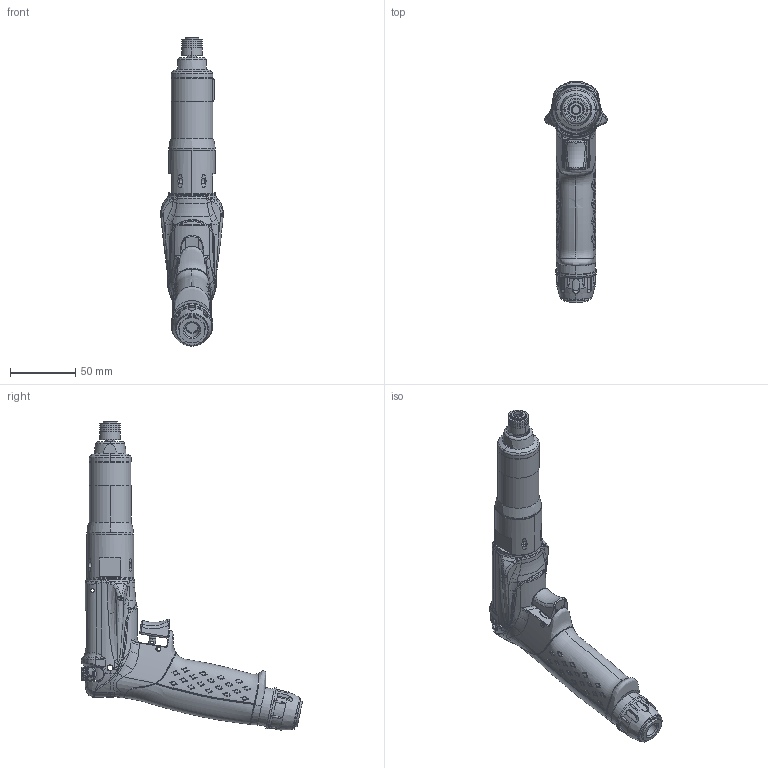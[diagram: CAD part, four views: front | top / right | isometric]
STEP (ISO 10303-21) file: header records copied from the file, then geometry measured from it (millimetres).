
FILE_DESCRIPTION((''),'2;1');
FILE_NAME('8431026910_SW','2009-02-09T',('toocsr'),(''),'PRO/ENGINEER BY PARAMETRIC TECHNOLOGY CORPORATION, 2007370','PRO/ENGINEER BY PARAMETRIC TECHNOLOGY CORPORATION, 2007370','');
FILE_SCHEMA(('CONFIG_CONTROL_DESIGN', 'GEOMETRIC_VALIDATION_PROPERTIES_MIM'));
Length unit declared in the file: millimetre
Products named in the file (1): 8431026910_SW
Bounding box: 48.05 x 169.8 x 236.81 mm (x, y, z)
Surface area: 48971.1 mm2 (no closed solid volume)
Topology: 0 solids, 80 shells, 918 faces, 3335 edges, 2388 vertices
Faces by surface type: bspline 533, cylinder 173, plane 81, cone 54, torus 52, extrusion 16, sphere 5, revolution 4
Entity records: 223700 total; most frequent: CARTESIAN_POINT 195716, ORIENTED_EDGE 5148, EDGE_CURVE 3304, DIRECTION 2495, VERTEX_POINT 2385, B_SPLINE_CURVE_WITH_KNOTS 2196, EDGE_LOOP 989, AXIS2_PLACEMENT_3D 982
